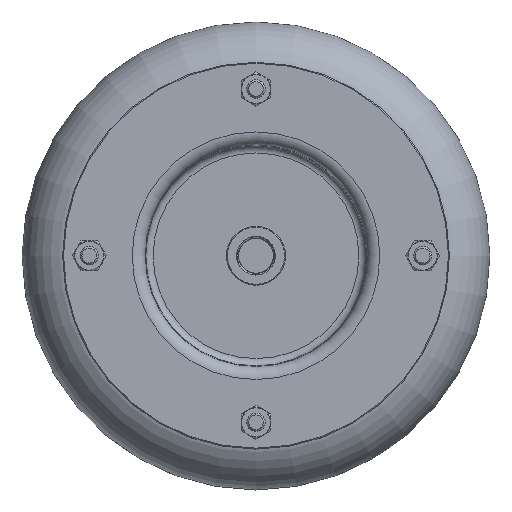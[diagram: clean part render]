
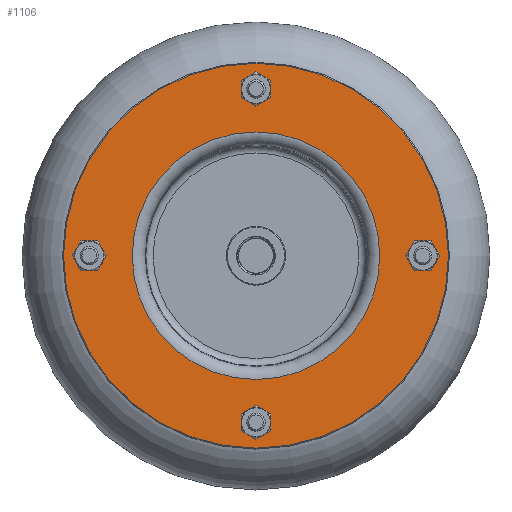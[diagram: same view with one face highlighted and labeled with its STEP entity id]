
A CAD part, top view. The second image highlights one B-rep face of the part: STEP entity #1106.
In plain terms, the highlighted planar face has unit normal (0, 0, 1).
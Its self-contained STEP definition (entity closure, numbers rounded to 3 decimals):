
#896=PLANE('',#4957);
#1106=ADVANCED_FACE('',(#1657,#1658,#1659,#1660,#1661,#1662),#896,.T.);
#1657=FACE_BOUND('',#2082,.T.);
#1658=FACE_BOUND('',#2083,.T.);
#1659=FACE_BOUND('',#2084,.T.);
#1660=FACE_BOUND('',#2085,.T.);
#1661=FACE_BOUND('',#2086,.T.);
#1662=FACE_BOUND('',#2087,.T.);
#2082=EDGE_LOOP('',(#2756));
#2083=EDGE_LOOP('',(#2757));
#2084=EDGE_LOOP('',(#2758));
#2085=EDGE_LOOP('',(#2759));
#2086=EDGE_LOOP('',(#2760));
#2087=EDGE_LOOP('',(#2761));
#2756=ORIENTED_EDGE('',*,*,#4040,.T.);
#2757=ORIENTED_EDGE('',*,*,#4041,.F.);
#2758=ORIENTED_EDGE('',*,*,#4042,.F.);
#2759=ORIENTED_EDGE('',*,*,#4043,.F.);
#2760=ORIENTED_EDGE('',*,*,#4044,.F.);
#2761=ORIENTED_EDGE('',*,*,#4045,.F.);
#3614=VERTEX_POINT('',#7274);
#3615=VERTEX_POINT('',#7276);
#3616=VERTEX_POINT('',#7278);
#3617=VERTEX_POINT('',#7280);
#3618=VERTEX_POINT('',#7282);
#3619=VERTEX_POINT('',#7284);
#4040=EDGE_CURVE('',#3614,#3614,#4519,.T.);
#4041=EDGE_CURVE('',#3615,#3615,#4520,.T.);
#4042=EDGE_CURVE('',#3616,#3616,#4521,.T.);
#4043=EDGE_CURVE('',#3617,#3617,#4522,.T.);
#4044=EDGE_CURVE('',#3618,#3618,#4523,.T.);
#4045=EDGE_CURVE('',#3619,#3619,#4524,.T.);
#4519=CIRCLE('',#4951,104.5);
#4520=CIRCLE('',#4952,5.75);
#4521=CIRCLE('',#4953,5.75);
#4522=CIRCLE('',#4954,5.75);
#4523=CIRCLE('',#4955,5.75);
#4524=CIRCLE('',#4956,67.22);
#4951=AXIS2_PLACEMENT_3D('',#7273,#5870,#5871);
#4952=AXIS2_PLACEMENT_3D('',#7275,#5872,#5873);
#4953=AXIS2_PLACEMENT_3D('',#7277,#5874,#5875);
#4954=AXIS2_PLACEMENT_3D('',#7279,#5876,#5877);
#4955=AXIS2_PLACEMENT_3D('',#7281,#5878,#5879);
#4956=AXIS2_PLACEMENT_3D('',#7283,#5880,#5881);
#4957=AXIS2_PLACEMENT_3D('',#7285,#5882,#5883);
#5870=DIRECTION('',(0.,0.,1.));
#5871=DIRECTION('',(1.,0.,0.));
#5872=DIRECTION('',(0.,0.,1.));
#5873=DIRECTION('',(1.,0.,0.));
#5874=DIRECTION('',(0.,0.,1.));
#5875=DIRECTION('',(1.,0.,0.));
#5876=DIRECTION('',(0.,0.,1.));
#5877=DIRECTION('',(1.,0.,0.));
#5878=DIRECTION('',(0.,0.,1.));
#5879=DIRECTION('',(1.,0.,0.));
#5880=DIRECTION('',(0.,0.,1.));
#5881=DIRECTION('',(1.,0.,0.));
#5882=DIRECTION('',(0.,0.,1.));
#5883=DIRECTION('',(1.,0.,0.));
#7273=CARTESIAN_POINT('',(0.,0.,168.3));
#7274=CARTESIAN_POINT('',(104.5,0.,168.3));
#7275=CARTESIAN_POINT('',(0.,-90.5,168.3));
#7276=CARTESIAN_POINT('',(5.75,-90.5,168.3));
#7277=CARTESIAN_POINT('',(-90.5,0.,168.3));
#7278=CARTESIAN_POINT('',(-84.75,0.,168.3));
#7279=CARTESIAN_POINT('',(0.,90.5,168.3));
#7280=CARTESIAN_POINT('',(5.75,90.5,168.3));
#7281=CARTESIAN_POINT('',(90.5,0.,168.3));
#7282=CARTESIAN_POINT('',(96.25,0.,168.3));
#7283=CARTESIAN_POINT('',(0.,0.,168.3));
#7284=CARTESIAN_POINT('',(67.22,0.,168.3));
#7285=CARTESIAN_POINT('',(67.22,0.,168.3));
